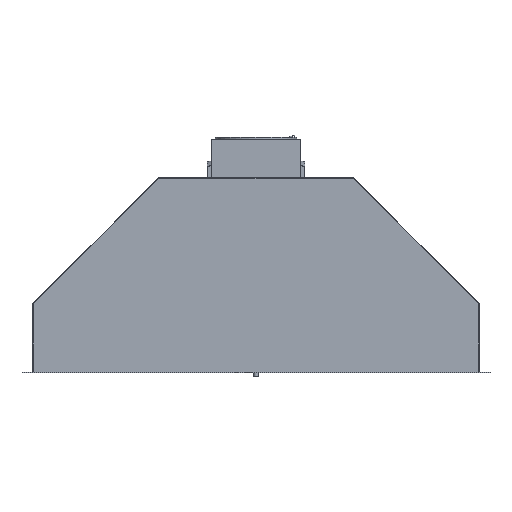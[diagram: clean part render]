
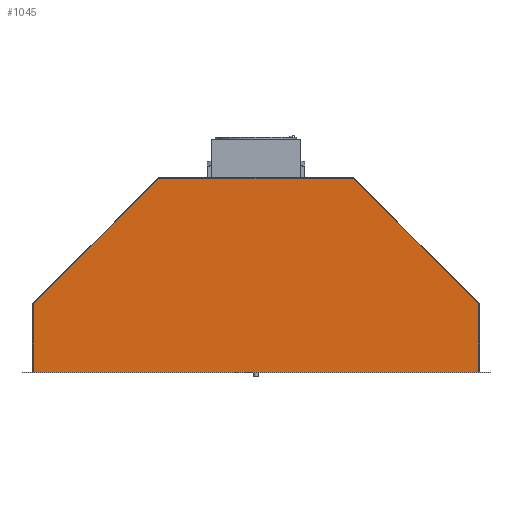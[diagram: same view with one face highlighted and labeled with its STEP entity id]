
A CAD part, top view. The second image highlights one B-rep face of the part: STEP entity #1045.
In plain terms, the highlighted planar face has unit normal (0, 0, 1).
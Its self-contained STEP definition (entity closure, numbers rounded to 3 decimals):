
#109=DIRECTION('',(1.,0.,0.));
#110=VECTOR('',#109,825.);
#111=CARTESIAN_POINT('',(-412.5,1.,130.));
#112=LINE('',#111,#110);
#205=DIRECTION('',(0.,1.,0.));
#206=VECTOR('',#205,126.5);
#207=CARTESIAN_POINT('',(-412.5,1.,130.));
#208=LINE('',#207,#206);
#209=DIRECTION('',(-0.707,-0.707,0.));
#210=VECTOR('',#209,328.805);
#211=CARTESIAN_POINT('',(-180.,360.,130.));
#212=LINE('',#211,#210);
#213=DIRECTION('',(-1.,0.,0.));
#214=VECTOR('',#213,360.);
#215=CARTESIAN_POINT('',(180.,360.,130.));
#216=LINE('',#215,#214);
#217=DIRECTION('',(-0.707,0.707,0.));
#218=VECTOR('',#217,328.805);
#219=CARTESIAN_POINT('',(412.5,127.5,130.));
#220=LINE('',#219,#218);
#221=DIRECTION('',(0.,1.,0.));
#222=VECTOR('',#221,126.5);
#223=CARTESIAN_POINT('',(412.5,1.,130.));
#224=LINE('',#223,#222);
#578=CARTESIAN_POINT('',(412.5,127.5,130.));
#579=CARTESIAN_POINT('',(180.,360.,130.));
#580=VERTEX_POINT('',#578);
#581=VERTEX_POINT('',#579);
#582=CARTESIAN_POINT('',(-180.,360.,130.));
#583=VERTEX_POINT('',#582);
#584=CARTESIAN_POINT('',(-412.5,127.5,130.));
#585=VERTEX_POINT('',#584);
#610=CARTESIAN_POINT('',(-412.5,1.,130.));
#611=CARTESIAN_POINT('',(412.5,1.,130.));
#612=VERTEX_POINT('',#610);
#613=VERTEX_POINT('',#611);
#1028=CARTESIAN_POINT('',(0.,0.,130.));
#1029=DIRECTION('',(0.,0.,1.));
#1030=DIRECTION('',(1.,0.,0.));
#1031=AXIS2_PLACEMENT_3D('',#1028,#1029,#1030);
#1032=PLANE('',#1031);
#1033=ORIENTED_EDGE('',*,*,#862,.F.);
#1035=ORIENTED_EDGE('',*,*,#1034,.T.);
#1037=ORIENTED_EDGE('',*,*,#1036,.F.);
#1038=ORIENTED_EDGE('',*,*,#786,.F.);
#1040=ORIENTED_EDGE('',*,*,#1039,.F.);
#1042=ORIENTED_EDGE('',*,*,#1041,.F.);
#1043=EDGE_LOOP('',(#1033,#1035,#1037,#1038,#1040,#1042));
#1044=FACE_OUTER_BOUND('',#1043,.F.);
#1045=ADVANCED_FACE('',(#1044),#1032,.T.);
#786=EDGE_CURVE('',#581,#583,#216,.T.);
#862=EDGE_CURVE('',#612,#613,#112,.T.);
#1034=EDGE_CURVE('',#612,#585,#208,.T.);
#1036=EDGE_CURVE('',#583,#585,#212,.T.);
#1039=EDGE_CURVE('',#580,#581,#220,.T.);
#1041=EDGE_CURVE('',#613,#580,#224,.T.);
